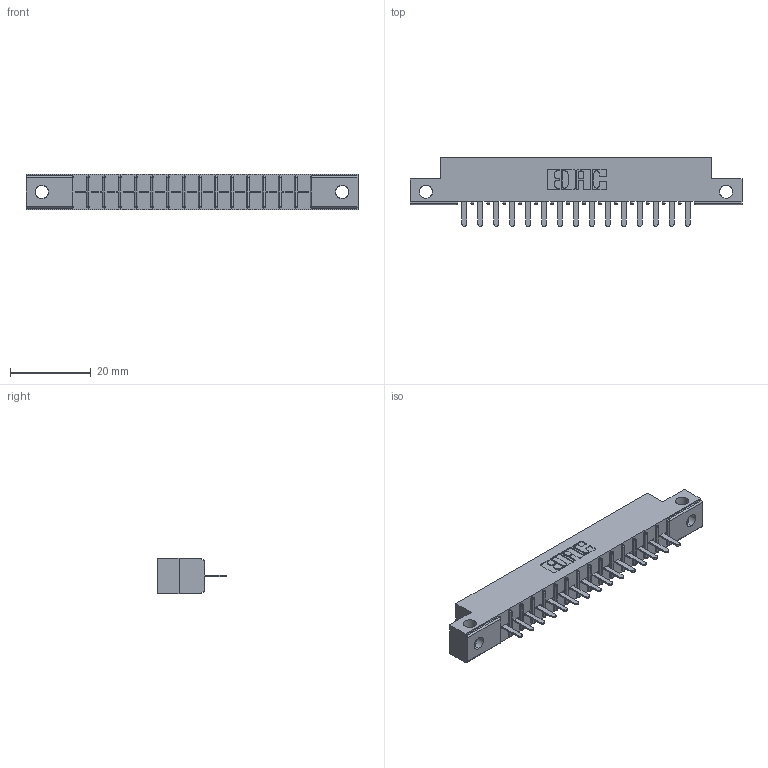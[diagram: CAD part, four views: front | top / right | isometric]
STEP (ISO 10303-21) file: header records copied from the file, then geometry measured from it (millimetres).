
FILE_DESCRIPTION (( 'STEP AP203' ), '1' );
FILE_NAME ('356-015-520-112.STEP', '2020-09-20T22:06:15', ( '' ), ( '' ), 'SwSTEP 2.0', 'SolidWorks 2020', '' );
FILE_SCHEMA (( 'CONFIG_CONTROL_DESIGN' ));
Length unit declared in the file: inch
Products named in the file (3): 306-290-001_120; 306 Part_.128 Dia; 356-015-520-112
Assembly tree (16 placements, depth 2):
  356-015-520-112
    306 Part_.128 Dia
    306-290-001_120  x15
Bounding box: 82.45 x 17.12 x 8.71 mm (x, y, z)
Volume: 5470.6 mm3; surface area: 7823.7 mm2
Topology: 16 solids, 16 shells, 1178 faces, 3307 edges, 2118 vertices
Faces by surface type: plane 773, cylinder 345, sphere 60
Entity records: 17848 total; most frequent: CARTESIAN_POINT 3040, ORIENTED_EDGE 2966, DIRECTION 2939, EDGE_CURVE 1483, LINE 1129, VECTOR 1129, VERTEX_POINT 942, AXIS2_PLACEMENT_3D 905
